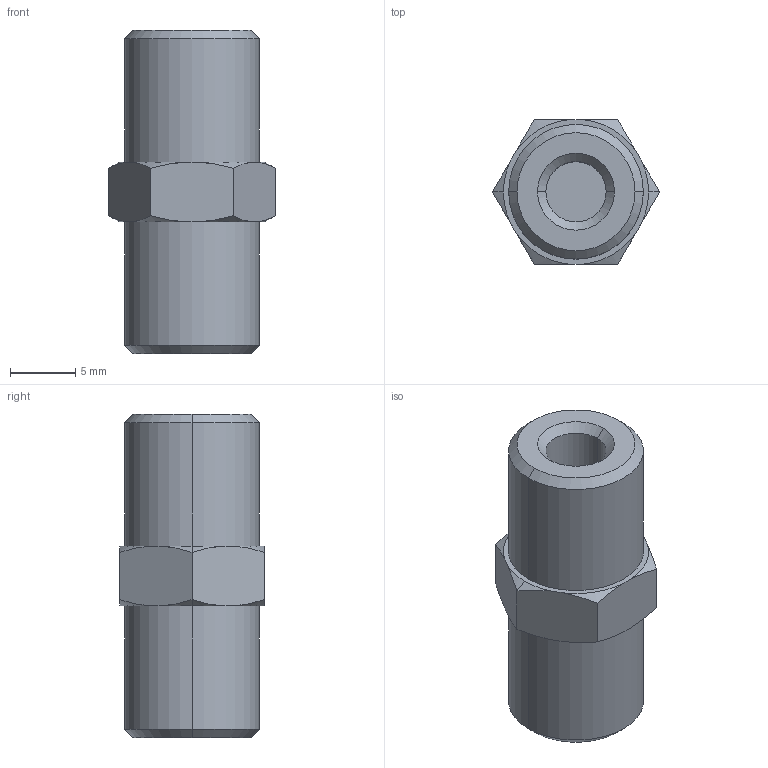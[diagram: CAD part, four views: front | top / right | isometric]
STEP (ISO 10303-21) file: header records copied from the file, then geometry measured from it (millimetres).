
FILE_DESCRIPTION((''),'2;1');
FILE_NAME('hexnipple.stp','2002-01-15T18:29:57',('Administrator'),(''),'Autodesk Inventor (tm) 3.0','Autodesk Inventor (tm) 3.0','');
FILE_SCHEMA(('CONFIG_CONTROL_DESIGN'));
Length unit declared in the file: inch
Products named in the file (1): hexnipple
Bounding box: 12.8 x 11.08 x 24.78 mm (x, y, z)
Volume: 1813.6 mm3; surface area: 1292.4 mm2
Topology: 1 solids, 1 shells, 44 faces, 102 edges, 64 vertices
Faces by surface type: cone 24, plane 12, cylinder 8
Entity records: 1323 total; most frequent: CARTESIAN_POINT 259, DIRECTION 208, ORIENTED_EDGE 204, EDGE_CURVE 102, AXIS2_PLACEMENT_3D 85, VERTEX_POINT 64, EDGE_LOOP 48, FACE_OUTER_BOUND 44
